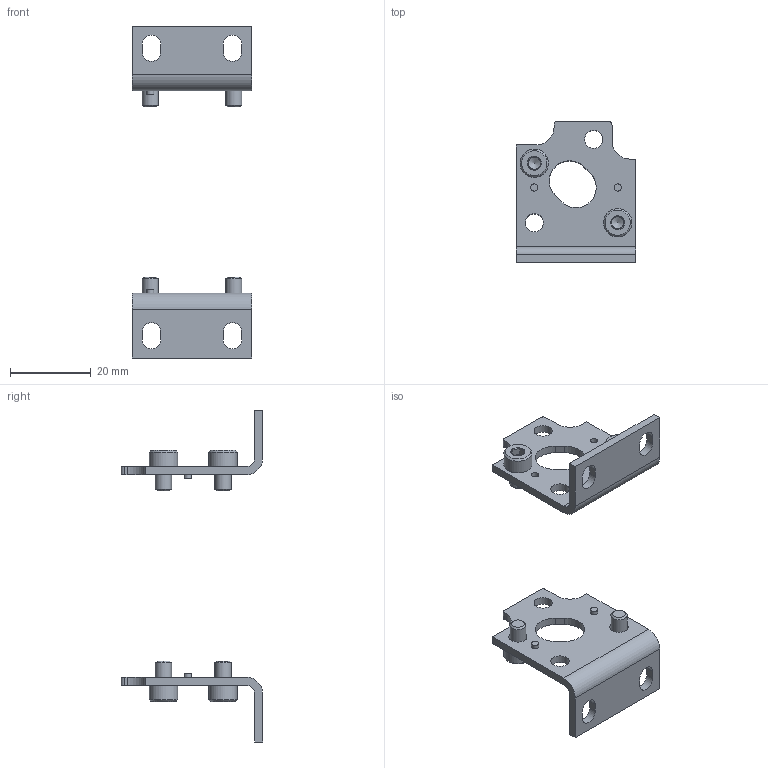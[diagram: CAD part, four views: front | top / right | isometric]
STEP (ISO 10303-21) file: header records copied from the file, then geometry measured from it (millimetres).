
FILE_DESCRIPTION(/* description */ ('STEP AP214'),/* implementation_level */ '2;1');
FILE_NAME(/* name */ '526388_HPC-12',/* time_stamp */ '2024-08-21T13:29:20+02:00',/* author */ ('License CC BY-ND 4.0'),/* organization */ ('CADENAS'),/* preprocessor_version */ 'ST-DEVELOPER v19.3',/* originating_system */ 'PARTsolutions',/* authorisation */ ' ');
FILE_SCHEMA (('AUTOMOTIVE_DESIGN {1 0 10303 214 3 1 1}'));
Length unit declared in the file: millimetre
Products named in the file (4): 526388 HPC-12---(50asm); 526388 HPC-12---(8-12L); 526388 HPC-12---(8-12R); DIN-912 - M4x6(F)
Assembly tree (6 placements, depth 2):
  526388 HPC-12---(50asm)
    526388 HPC-12---(8-12L)
    526388 HPC-12---(8-12R)
    DIN-912 - M4x6(F)  x4
Bounding box: 29.6 x 34.9 x 82 mm (x, y, z)
Volume: 5204.2 mm3; surface area: 6531.3 mm2
Topology: 6 solids, 6 shells, 196 faces, 424 edges, 252 vertices
Faces by surface type: plane 104, cylinder 48, cone 44
Full cylindrical faces by diameter (mm): 1.8 x8, 4 x4, 4.5 x8, 7 x4
Entity records: 3322 total; most frequent: DIRECTION 576, CARTESIAN_POINT 558, ORIENTED_EDGE 488, EDGE_CURVE 244, AXIS2_PLACEMENT_3D 219, FACE_BOUND 173, EDGE_LOOP 172, VERTEX_POINT 171
